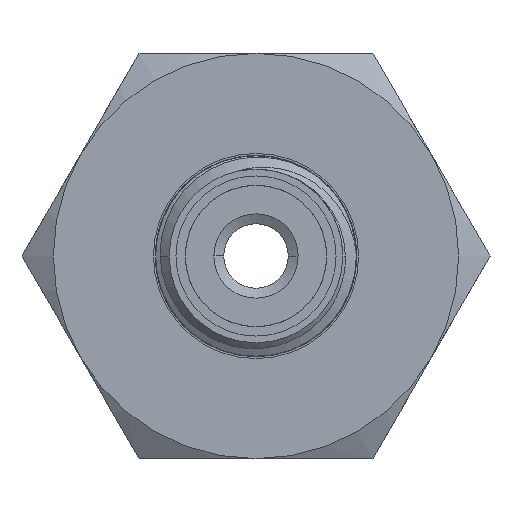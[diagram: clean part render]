
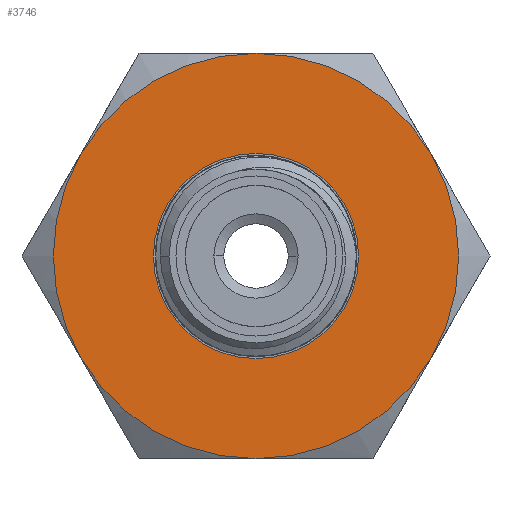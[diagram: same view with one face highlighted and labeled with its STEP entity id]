
A CAD part, left-side view. The second image highlights one B-rep face of the part: STEP entity #3746.
In plain terms, the highlighted planar face has unit normal (-1, 0, 0).
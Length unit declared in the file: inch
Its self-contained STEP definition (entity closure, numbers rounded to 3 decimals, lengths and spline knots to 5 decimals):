
#240 = VERTEX_POINT ( 'NONE', #9495 ) ;
#736 = CARTESIAN_POINT ( 'NONE',  ( 0.44289, 0.12756, -0.28125 ) ) ;
#988 = VERTEX_POINT ( 'NONE', #1736 ) ;
#1248 = ORIENTED_EDGE ( 'NONE', *, *, #2506, .T. ) ;
#1403 = ORIENTED_EDGE ( 'NONE', *, *, #4949, .T. ) ;
#1542 = AXIS2_PLACEMENT_3D ( 'NONE', #2229, #2310, #9366 ) ;
#1551 = DIRECTION ( 'NONE',  ( 0., 0., -1. ) ) ;
#1618 = DIRECTION ( 'NONE',  ( 1., 0., 0. ) ) ;
#1649 = CARTESIAN_POINT ( 'NONE',  ( 0.44289, -0.84672, -0.28125 ) ) ;
#1736 = CARTESIAN_POINT ( 'NONE',  ( 0.44289, -0.35958, 0.5625 ) ) ;
#1807 = CARTESIAN_POINT ( 'NONE',  ( 0.44289, -0.35958, 0. ) ) ;
#1981 = EDGE_CURVE ( 'NONE', #5665, #11237, #8738, .T. ) ;
#2032 = EDGE_CURVE ( 'NONE', #7052, #11422, #5258, .T. ) ;
#2229 = CARTESIAN_POINT ( 'NONE',  ( 0.44289, -0.35958, 0. ) ) ;
#2242 = AXIS2_PLACEMENT_3D ( 'NONE', #3122, #10221, #11117 ) ;
#2310 = DIRECTION ( 'NONE',  ( -1., 0., 0. ) ) ;
#2325 = CIRCLE ( 'NONE', #8872, 0.28475 ) ;
#2329 = FACE_OUTER_BOUND ( 'NONE', #4988, .T. ) ;
#2352 = CIRCLE ( 'NONE', #4197, 0.5625 ) ;
#2506 = EDGE_CURVE ( 'NONE', #11422, #7052, #2325, .T. ) ;
#2728 = DIRECTION ( 'NONE',  ( -1., 0., 0. ) ) ;
#2729 = CARTESIAN_POINT ( 'NONE',  ( 0.44289, -0.35958, -0.28475 ) ) ;
#2774 = DIRECTION ( 'NONE',  ( 0., 0., -1. ) ) ;
#3122 = CARTESIAN_POINT ( 'NONE',  ( 0.44289, -0.35958, 0. ) ) ;
#3140 = AXIS2_PLACEMENT_3D ( 'NONE', #10517, #3487, #6187 ) ;
#3363 = DIRECTION ( 'NONE',  ( 0., 0., -1. ) ) ;
#3385 = PLANE ( 'NONE',  #8202 ) ;
#3483 = ORIENTED_EDGE ( 'NONE', *, *, #4442, .T. ) ;
#3487 = DIRECTION ( 'NONE',  ( -1., 0., 0. ) ) ;
#3746 = ADVANCED_FACE ( 'NONE', ( #4401, #2329 ), #3385, .F. ) ;
#4114 = AXIS2_PLACEMENT_3D ( 'NONE', #5782, #10487, #6037 ) ;
#4197 = AXIS2_PLACEMENT_3D ( 'NONE', #1807, #2728, #7602 ) ;
#4252 = AXIS2_PLACEMENT_3D ( 'NONE', #11455, #6217, #8877 ) ;
#4401 = FACE_BOUND ( 'NONE', #6663, .T. ) ;
#4442 = EDGE_CURVE ( 'NONE', #10012, #8640, #11042, .T. ) ;
#4949 = EDGE_CURVE ( 'NONE', #988, #10012, #11029, .T. ) ;
#4988 = EDGE_LOOP ( 'NONE', ( #1403, #3483, #7087, #8035, #11062, #8220 ) ) ;
#5258 = CIRCLE ( 'NONE', #6096, 0.28475 ) ;
#5299 = CARTESIAN_POINT ( 'NONE',  ( 0.44289, -0.35958, 0. ) ) ;
#5665 = VERTEX_POINT ( 'NONE', #8858 ) ;
#5782 = CARTESIAN_POINT ( 'NONE',  ( 0.44289, -0.35958, 0. ) ) ;
#6037 = DIRECTION ( 'NONE',  ( 0., 0., 1. ) ) ;
#6096 = AXIS2_PLACEMENT_3D ( 'NONE', #6112, #1618, #3363 ) ;
#6112 = CARTESIAN_POINT ( 'NONE',  ( 0.44289, -0.35958, 0. ) ) ;
#6187 = DIRECTION ( 'NONE',  ( 0., 0., 1. ) ) ;
#6217 = DIRECTION ( 'NONE',  ( -1., 0., 0. ) ) ;
#6663 = EDGE_LOOP ( 'NONE', ( #1248, #11095 ) ) ;
#6771 = EDGE_CURVE ( 'NONE', #8640, #5665, #10477, .T. ) ;
#7052 = VERTEX_POINT ( 'NONE', #10856 ) ;
#7087 = ORIENTED_EDGE ( 'NONE', *, *, #6771, .T. ) ;
#7254 = EDGE_CURVE ( 'NONE', #240, #988, #8285, .T. ) ;
#7602 = DIRECTION ( 'NONE',  ( 0., 0., 1. ) ) ;
#8035 = ORIENTED_EDGE ( 'NONE', *, *, #1981, .T. ) ;
#8202 = AXIS2_PLACEMENT_3D ( 'NONE', #10408, #9513, #1551 ) ;
#8220 = ORIENTED_EDGE ( 'NONE', *, *, #7254, .T. ) ;
#8285 = CIRCLE ( 'NONE', #1542, 0.5625 ) ;
#8640 = VERTEX_POINT ( 'NONE', #736 ) ;
#8738 = CIRCLE ( 'NONE', #3140, 0.5625 ) ;
#8858 = CARTESIAN_POINT ( 'NONE',  ( 0.44289, -0.35958, -0.5625 ) ) ;
#8872 = AXIS2_PLACEMENT_3D ( 'NONE', #5299, #8920, #2774 ) ;
#8877 = DIRECTION ( 'NONE',  ( 0., 0., 1. ) ) ;
#8920 = DIRECTION ( 'NONE',  ( 1., 0., 0. ) ) ;
#9216 = CARTESIAN_POINT ( 'NONE',  ( 0.44289, 0.12756, 0.28125 ) ) ;
#9366 = DIRECTION ( 'NONE',  ( 0., 0., 1. ) ) ;
#9495 = CARTESIAN_POINT ( 'NONE',  ( 0.44289, -0.84672, 0.28125 ) ) ;
#9513 = DIRECTION ( 'NONE',  ( 1., 0., 0. ) ) ;
#10012 = VERTEX_POINT ( 'NONE', #9216 ) ;
#10221 = DIRECTION ( 'NONE',  ( -1., 0., 0. ) ) ;
#10315 = EDGE_CURVE ( 'NONE', #11237, #240, #2352, .T. ) ;
#10408 = CARTESIAN_POINT ( 'NONE',  ( 0.44289, -0.35958, 0. ) ) ;
#10477 = CIRCLE ( 'NONE', #4114, 0.5625 ) ;
#10487 = DIRECTION ( 'NONE',  ( -1., 0., 0. ) ) ;
#10517 = CARTESIAN_POINT ( 'NONE',  ( 0.44289, -0.35958, 0. ) ) ;
#10856 = CARTESIAN_POINT ( 'NONE',  ( 0.44289, -0.35958, 0.28475 ) ) ;
#11029 = CIRCLE ( 'NONE', #2242, 0.5625 ) ;
#11042 = CIRCLE ( 'NONE', #4252, 0.5625 ) ;
#11062 = ORIENTED_EDGE ( 'NONE', *, *, #10315, .T. ) ;
#11095 = ORIENTED_EDGE ( 'NONE', *, *, #2032, .T. ) ;
#11117 = DIRECTION ( 'NONE',  ( 0., 0., 1. ) ) ;
#11237 = VERTEX_POINT ( 'NONE', #1649 ) ;
#11422 = VERTEX_POINT ( 'NONE', #2729 ) ;
#11455 = CARTESIAN_POINT ( 'NONE',  ( 0.44289, -0.35958, 0. ) ) ;
